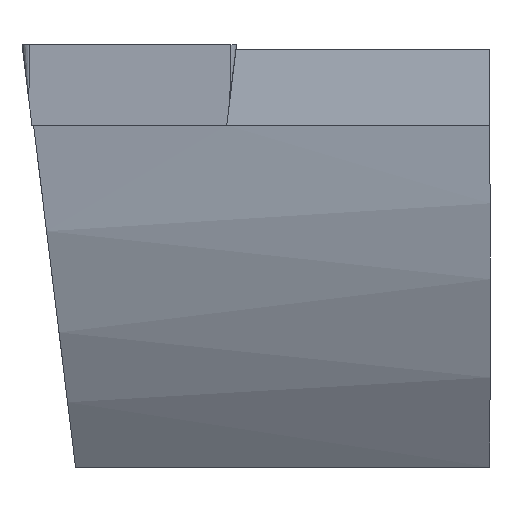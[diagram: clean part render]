
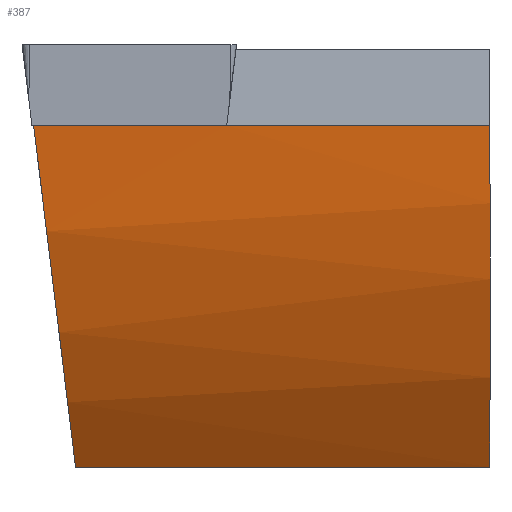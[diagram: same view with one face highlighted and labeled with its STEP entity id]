
A CAD part, front view. The second image highlights one B-rep face of the part: STEP entity #387.
In plain terms, the highlighted cylindrical face has radius 40 mm (diameter 80 mm), a partial arc.
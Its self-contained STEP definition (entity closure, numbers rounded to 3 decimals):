
#387=ADVANCED_FACE('',(#417),#403,.T.);
#403=CYLINDRICAL_SURFACE('',#907,40.);
#417=FACE_OUTER_BOUND('',#458,.T.);
#458=EDGE_LOOP('',(#680,#681,#682,#683,#684));
#479=LINE('',#1117,#535);
#501=LINE('',#1186,#557);
#502=LINE('',#1188,#558);
#535=VECTOR('',#945,1.);
#557=VECTOR('',#1015,1.);
#558=VECTOR('',#1018,1.);
#583=ELLIPSE('',#883,40.617,40.);
#584=ELLIPSE('',#901,40.922,40.);
#680=ORIENTED_EDGE('',*,*,#806,.T.);
#681=ORIENTED_EDGE('',*,*,#829,.F.);
#682=ORIENTED_EDGE('',*,*,#830,.T.);
#683=ORIENTED_EDGE('',*,*,#825,.T.);
#684=ORIENTED_EDGE('',*,*,#797,.T.);
#744=VERTEX_POINT('',#1118);
#745=VERTEX_POINT('',#1119);
#750=VERTEX_POINT('',#1135);
#764=VERTEX_POINT('',#1179);
#766=VERTEX_POINT('',#1185);
#797=EDGE_CURVE('',#744,#745,#479,.T.);
#806=EDGE_CURVE('',#745,#750,#583,.T.);
#825=EDGE_CURVE('',#764,#744,#584,.T.);
#829=EDGE_CURVE('',#766,#750,#501,.T.);
#830=EDGE_CURVE('',#766,#764,#502,.T.);
#883=AXIS2_PLACEMENT_3D('',#1134,#960,#961);
#901=AXIS2_PLACEMENT_3D('',#1178,#1008,#1009);
#907=AXIS2_PLACEMENT_3D('',#1196,#1028,#1029);
#945=DIRECTION('',(0.985,0.174,0.));
#960=DIRECTION('',(-1.,0.,0.));
#961=DIRECTION('',(0.,-1.,0.));
#1008=DIRECTION('',(0.993,0.,0.122));
#1009=DIRECTION('',(-0.069,-0.823,0.564));
#1015=DIRECTION('',(0.985,0.174,0.));
#1018=DIRECTION('',(-0.985,-0.174,0.));
#1028=DIRECTION('',(-0.985,-0.174,0.));
#1029=DIRECTION('',(0.174,-0.985,0.));
#1117=CARTESIAN_POINT('',(45.963,17.421,-25.));
#1118=CARTESIAN_POINT('',(3.17,9.876,-25.));
#1119=CARTESIAN_POINT('',(27.7,14.201,-25.));
#1134=CARTESIAN_POINT('',(27.7,45.908,0.));
#1135=CARTESIAN_POINT('',(27.7,5.579,-4.76));
#1178=CARTESIAN_POINT('',(0.101,41.041,0.));
#1179=CARTESIAN_POINT('',(0.685,0.816,-4.76));
#1185=CARTESIAN_POINT('',(12.116,2.831,-4.76));
#1186=CARTESIAN_POINT('',(-3.942,0.,-4.76));
#1188=CARTESIAN_POINT('',(47.438,9.06,-4.76));
#1196=CARTESIAN_POINT('',(40.541,48.172,0.));
